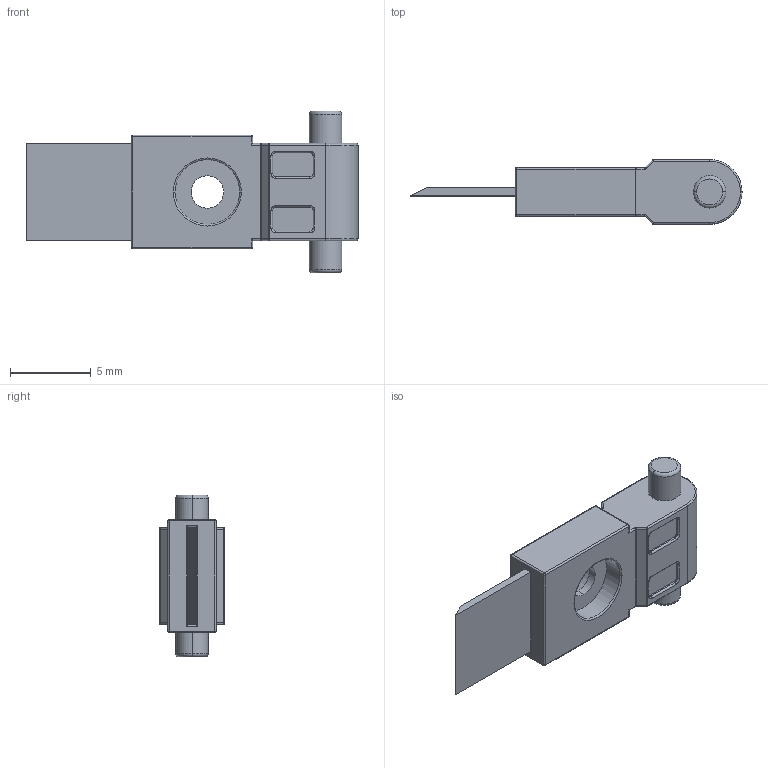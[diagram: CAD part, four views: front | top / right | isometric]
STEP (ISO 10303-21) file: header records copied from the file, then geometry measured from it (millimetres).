
FILE_DESCRIPTION (( 'STEP AP214' ), '1' );
FILE_NAME ('Filament Cutter.STEP', '2023-07-22T14:56:51', ( '' ), ( '' ), 'SwSTEP 2.0', 'SolidWorks 2022', '' );
FILE_SCHEMA (( 'AUTOMOTIVE_DESIGN' ));
Length unit declared in the file: millimetre
Products named in the file (1): Filament Cutter
Bounding box: 20.5 x 4 x 10 mm (x, y, z)
Volume: 292.9 mm3; surface area: 586.3 mm2
Topology: 2 solids, 2 shells, 167 faces, 384 edges, 216 vertices
Faces by surface type: cylinder 77, plane 47, torus 31, sphere 12
Entity records: 4632 total; most frequent: DIRECTION 879, CARTESIAN_POINT 780, ORIENTED_EDGE 744, EDGE_CURVE 372, AXIS2_PLACEMENT_3D 347, VERTEX_POINT 216, VECTOR 185, LINE 185
